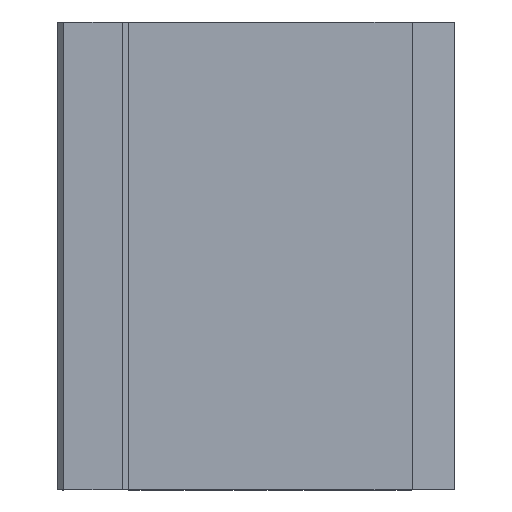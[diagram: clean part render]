
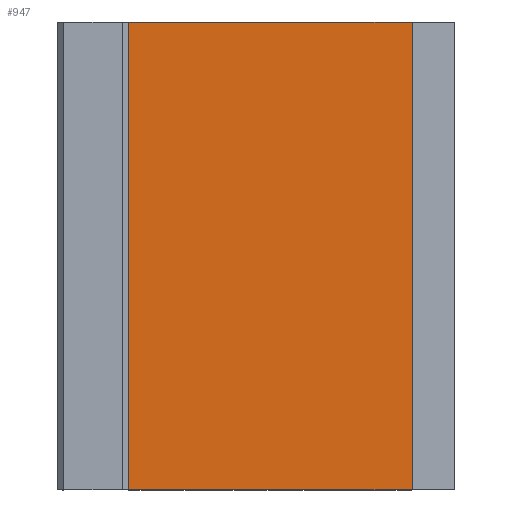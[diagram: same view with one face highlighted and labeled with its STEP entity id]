
A CAD part, left-side view. The second image highlights one B-rep face of the part: STEP entity #947.
In plain terms, the highlighted planar face has unit normal (-1, 0, 0).
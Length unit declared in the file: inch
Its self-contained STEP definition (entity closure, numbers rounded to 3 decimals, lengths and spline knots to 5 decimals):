
#12 = LINE ( 'NONE', #387, #1415 ) ;
#82 = EDGE_CURVE ( 'NONE', #991, #886, #739, .T. ) ;
#89 = CARTESIAN_POINT ( 'NONE',  ( -0.9376, 0.62402, 0. ) ) ;
#96 = EDGE_CURVE ( 'NONE', #1400, #991, #1220, .T. ) ;
#175 = LINE ( 'NONE', #427, #629 ) ;
#256 = ORIENTED_EDGE ( 'NONE', *, *, #661, .T. ) ;
#297 = DIRECTION ( 'NONE',  ( 0., 0., -1. ) ) ;
#335 = VECTOR ( 'NONE', #297, 39.37008 ) ;
#338 = PLANE ( 'NONE',  #559 ) ;
#380 = EDGE_CURVE ( 'NONE', #886, #1045, #175, .T. ) ;
#387 = CARTESIAN_POINT ( 'NONE',  ( -0.9376, -0.62598, -2.06299 ) ) ;
#415 = DIRECTION ( 'NONE',  ( 0., 1., 0. ) ) ;
#427 = CARTESIAN_POINT ( 'NONE',  ( -0.9376, -0.62598, -2.06299 ) ) ;
#447 = DIRECTION ( 'NONE',  ( 0., 0., 1. ) ) ;
#517 = ORIENTED_EDGE ( 'NONE', *, *, #380, .T. ) ;
#559 = AXIS2_PLACEMENT_3D ( 'NONE', #1354, #902, #447 ) ;
#595 = CARTESIAN_POINT ( 'NONE',  ( -0.9376, -0.62598, -2.06299 ) ) ;
#624 = CARTESIAN_POINT ( 'NONE',  ( -0.9376, -0.62598, 0. ) ) ;
#629 = VECTOR ( 'NONE', #1297, 39.37008 ) ;
#661 = EDGE_CURVE ( 'NONE', #1045, #1400, #12, .T. ) ;
#701 = VECTOR ( 'NONE', #415, 39.37008 ) ;
#739 = LINE ( 'NONE', #858, #335 ) ;
#858 = CARTESIAN_POINT ( 'NONE',  ( -0.9376, 0.62402, -2.06299 ) ) ;
#886 = VERTEX_POINT ( 'NONE', #1263 ) ;
#902 = DIRECTION ( 'NONE',  ( -1., 0., 0. ) ) ;
#922 = CARTESIAN_POINT ( 'NONE',  ( -0.9376, -0.62598, 0. ) ) ;
#924 = EDGE_LOOP ( 'NONE', ( #1410, #1331, #517, #256 ) ) ;
#947 = ADVANCED_FACE ( 'NONE', ( #1138 ), #338, .T. ) ;
#991 = VERTEX_POINT ( 'NONE', #89 ) ;
#1045 = VERTEX_POINT ( 'NONE', #595 ) ;
#1138 = FACE_OUTER_BOUND ( 'NONE', #924, .T. ) ;
#1220 = LINE ( 'NONE', #624, #701 ) ;
#1263 = CARTESIAN_POINT ( 'NONE',  ( -0.9376, 0.62402, -2.06299 ) ) ;
#1297 = DIRECTION ( 'NONE',  ( 0., -1., 0. ) ) ;
#1331 = ORIENTED_EDGE ( 'NONE', *, *, #82, .T. ) ;
#1354 = CARTESIAN_POINT ( 'NONE',  ( -0.9376, -0.62598, -2.06299 ) ) ;
#1398 = DIRECTION ( 'NONE',  ( 0., 0., 1. ) ) ;
#1400 = VERTEX_POINT ( 'NONE', #922 ) ;
#1410 = ORIENTED_EDGE ( 'NONE', *, *, #96, .T. ) ;
#1415 = VECTOR ( 'NONE', #1398, 39.37008 ) ;
